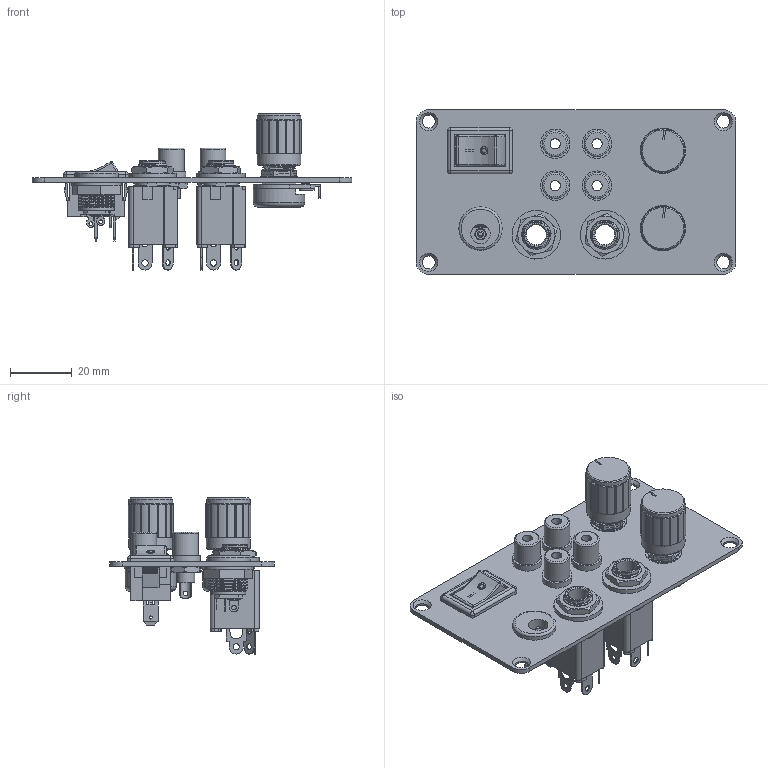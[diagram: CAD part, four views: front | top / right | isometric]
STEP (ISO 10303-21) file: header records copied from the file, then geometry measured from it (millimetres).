
FILE_DESCRIPTION(/* description */ ('Unknown'),/* implementation_level */ '2;1');
FILE_NAME(/* name */ 'back_panel_assembly',/* time_stamp */ '2023-07-02T14:13:26+02:00',/* author */ ('Unknown'),/* organization */ ('Unknown'),/* preprocessor_version */ 'ST-DEVELOPER v16.7',/* originating_system */ 'DEX',/* authorisation */ $);
FILE_SCHEMA (('AUTOMOTIVE_DESIGN {1 0 10303 214 3 1 1}'));
Length unit declared in the file: millimetre
Products named in the file (29): back_panel_assembly; back_panel; ARCOLECTRIC_H8600VB; Housing; Rocker; Terminal; RCA cinch RS 411-081_w; RCA cinch RS 411-081_3; RCA cinch RS 411-081_0_w; RCA cinch RS 411-081; RCA cinch RS 411-081_r; RCA cinch RS 411-081_0_r; RCA cinch RS 411-081_2; 4840.2200-03; 4840.2200-03_nut; ACJS-LNS-2S; NUT; Washer 2; Single_Pot; Single_Pot_0; Single_Pot_1; Single_Pot_2; Single_Pot_3; Single_Pot_4; Single_Pot_5; Pot_washer; Pot_nut; Potentiometer knob_A15x17-PK-AB-K-I
Assembly tree (47 placements, depth 3):
  back_panel_assembly
    back_panel
    ARCOLECTRIC_H8600VB
      Housing
      Rocker
      Terminal  x2
    RCA cinch RS 411-081_w  x2
      RCA cinch RS 411-081_3
      RCA cinch RS 411-081_0_w
      RCA cinch RS 411-081
    RCA cinch RS 411-081_r  x2
      RCA cinch RS 411-081_3
      RCA cinch RS 411-081_0_r
      RCA cinch RS 411-081
    RCA cinch RS 411-081_2  x4
    4840.2200-03
    4840.2200-03_nut
    ACJS-LNS-2S  x2
    NUT  x2
    Washer 2  x2
    Single_Pot  x2
      Single_Pot
      Single_Pot_0
      Single_Pot_1
      Single_Pot_2
      Single_Pot_3
      Single_Pot_4
      Single_Pot_5
    Pot_washer  x2
    Pot_nut  x2
    Potentiometer knob_A15x17-PK-AB-K-I  x2
Bounding box: 103.12 x 53.09 x 50.34 mm (x, y, z)
Volume: 25178.8 mm3; surface area: 44110.5 mm2
Topology: 57 solids, 61 shells, 1862 faces, 5142 edges, 3387 vertices
Faces by surface type: plane 1081, cylinder 559, cone 107, bspline 47, sphere 44, torus 24
Full cylindrical faces by diameter (mm): 1 x2, 1.2 x2, 1.27 x6, 1.5 x5, 1.6 x1, 1.905 x18, 1.95 x2, 2 x12, 2.6 x1, 3.3 x8, 3.7 x9, 4.191 x4, 4.699 x2, 5.5 x8, 5.8 x4, 5.969 x2, 6 x2, 6.27 x4, 6.3 x1, 6.35 x2, 6.43 x2, 6.5 x6, 7.2 x4, 7.3 x8, 7.7 x2, 8 x2, 8.2 x4, 8.3 x4, 9.5 x4, 9.525 x2
Entity records: 42271 total; most frequent: CARTESIAN_POINT 13377, ORIENTED_EDGE 5116, DIRECTION 4891, EDGE_CURVE 2558, VERTEX_POINT 1750, AXIS2_PLACEMENT_3D 1726, LINE 1439, VECTOR 1439
